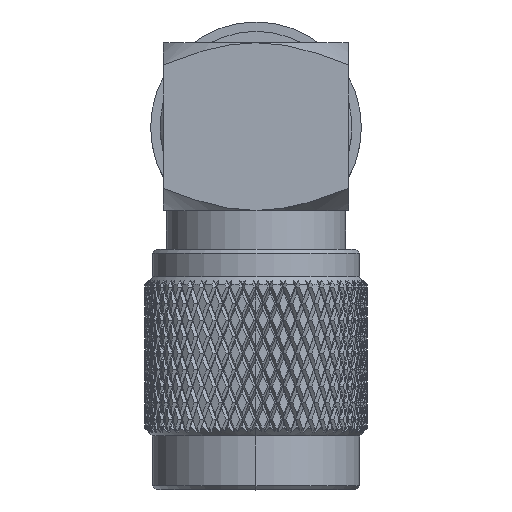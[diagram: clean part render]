
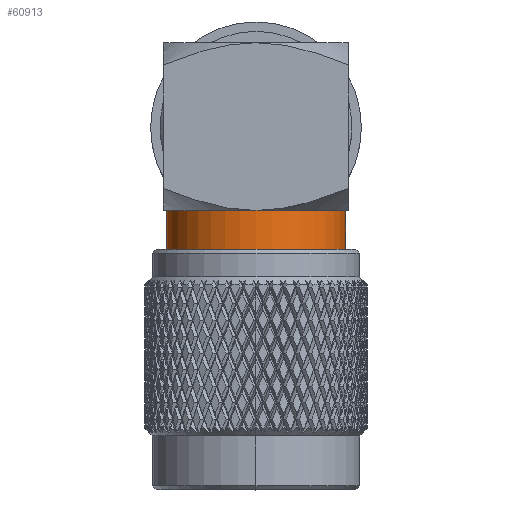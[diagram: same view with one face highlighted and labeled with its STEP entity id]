
A CAD part, top view. The second image highlights one B-rep face of the part: STEP entity #60913.
In plain terms, the highlighted cylindrical face has radius 5.842 mm (diameter 11.684 mm), a partial arc.
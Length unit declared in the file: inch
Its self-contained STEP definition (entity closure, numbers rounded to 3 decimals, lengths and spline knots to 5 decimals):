
#3462 = ORIENTED_EDGE ( 'NONE', *, *, #11551, .T. ) ;
#4171 = ORIENTED_EDGE ( 'NONE', *, *, #64299, .T. ) ;
#8722 = EDGE_CURVE ( 'NONE', #68023, #53673, #84485, .T. ) ;
#10118 = CIRCLE ( 'NONE', #85129, 0.23 ) ;
#10629 = CIRCLE ( 'NONE', #23355, 0.23 ) ;
#11551 = EDGE_CURVE ( 'NONE', #53673, #24600, #10629, .T. ) ;
#12064 = EDGE_LOOP ( 'NONE', ( #4171, #93888, #3462, #49660 ) ) ;
#12231 = DIRECTION ( 'NONE',  ( 0., -1., 0. ) ) ;
#20527 = CARTESIAN_POINT ( 'NONE',  ( 0., -0.31417, -0.23 ) ) ;
#20809 = CYLINDRICAL_SURFACE ( 'NONE', #108736, 0.23 ) ;
#21935 = DIRECTION ( 'NONE',  ( 0., 1., 0. ) ) ;
#23355 = AXIS2_PLACEMENT_3D ( 'NONE', #83733, #21935, #81481 ) ;
#24600 = VERTEX_POINT ( 'NONE', #20527 ) ;
#36346 = CARTESIAN_POINT ( 'NONE',  ( 0., -0.215, 0.23 ) ) ;
#44275 = DIRECTION ( 'NONE',  ( 0., -1., 0. ) ) ;
#47687 = CARTESIAN_POINT ( 'NONE',  ( 0., -0.17417, 0. ) ) ;
#49660 = ORIENTED_EDGE ( 'NONE', *, *, #113031, .F. ) ;
#52843 = LINE ( 'NONE', #87793, #55868 ) ;
#53673 = VERTEX_POINT ( 'NONE', #76656 ) ;
#55868 = VECTOR ( 'NONE', #44275, 39.37008 ) ;
#56098 = VECTOR ( 'NONE', #101073, 39.37008 ) ;
#60913 = ADVANCED_FACE ( 'NONE', ( #74606 ), #20809, .T. ) ;
#64299 = EDGE_CURVE ( 'NONE', #97139, #68023, #10118, .T. ) ;
#68023 = VERTEX_POINT ( 'NONE', #36346 ) ;
#74224 = CARTESIAN_POINT ( 'NONE',  ( 0., -0.17417, 0.23 ) ) ;
#74606 = FACE_OUTER_BOUND ( 'NONE', #12064, .T. ) ;
#76656 = CARTESIAN_POINT ( 'NONE',  ( 0., -0.31417, 0.23 ) ) ;
#80425 = CARTESIAN_POINT ( 'NONE',  ( 0., -0.215, -0.23 ) ) ;
#81481 = DIRECTION ( 'NONE',  ( 0., 0., 1. ) ) ;
#81493 = DIRECTION ( 'NONE',  ( 0., 0., -1. ) ) ;
#83733 = CARTESIAN_POINT ( 'NONE',  ( 0., -0.31417, 0. ) ) ;
#84377 = DIRECTION ( 'NONE',  ( 0., 0., 1. ) ) ;
#84485 = LINE ( 'NONE', #74224, #56098 ) ;
#85129 = AXIS2_PLACEMENT_3D ( 'NONE', #110149, #100972, #84377 ) ;
#87793 = CARTESIAN_POINT ( 'NONE',  ( 0., -0.17417, -0.23 ) ) ;
#93888 = ORIENTED_EDGE ( 'NONE', *, *, #8722, .T. ) ;
#97139 = VERTEX_POINT ( 'NONE', #80425 ) ;
#100972 = DIRECTION ( 'NONE',  ( 0., -1., 0. ) ) ;
#101073 = DIRECTION ( 'NONE',  ( 0., -1., 0. ) ) ;
#108736 = AXIS2_PLACEMENT_3D ( 'NONE', #47687, #12231, #81493 ) ;
#110149 = CARTESIAN_POINT ( 'NONE',  ( 0., -0.215, 0. ) ) ;
#113031 = EDGE_CURVE ( 'NONE', #97139, #24600, #52843, .T. ) ;
